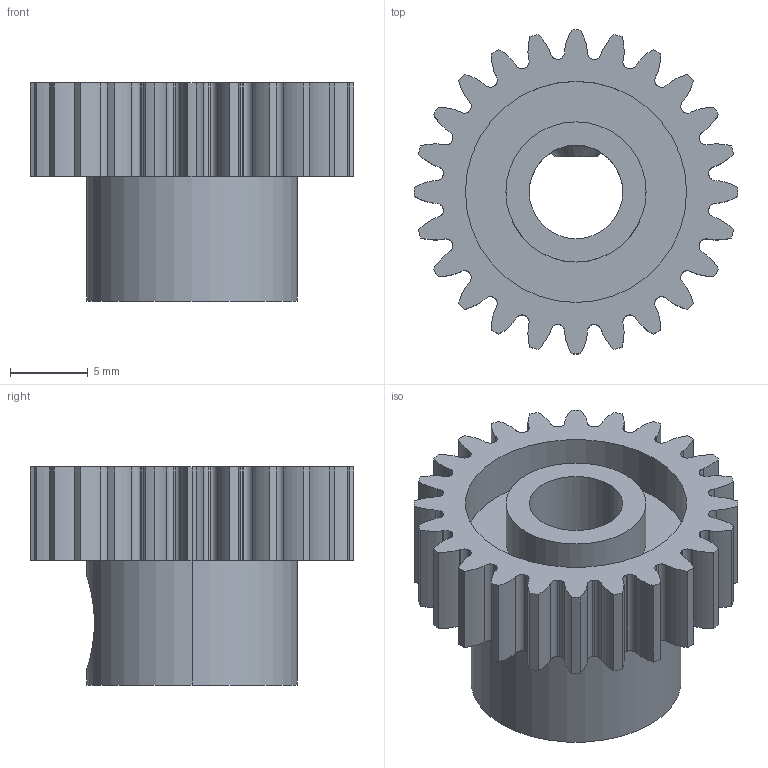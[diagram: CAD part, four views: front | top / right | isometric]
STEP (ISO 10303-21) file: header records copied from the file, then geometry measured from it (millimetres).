
FILE_DESCRIPTION (( 'STEP AP203' ), '1' );
FILE_NAME ('2304-0006-0024 assembly.STEP', '2017-04-06T19:02:19', ( '' ), ( '' ), 'SwSTEP 2.0', 'SolidWorks 2016', '' );
FILE_SCHEMA (( 'CONFIG_CONTROL_DESIGN' ));
Length unit declared in the file: millimetre
Products named in the file (3): 2304-0006-0024 assembly; 2806-0004-0004_91390A117; 2304-0006-0024_Gear Blank
Assembly tree (2 placements, depth 2):
  2304-0006-0024 assembly
    2304-0006-0024_Gear Blank
    2806-0004-0004_91390A117
Bounding box: 20.8 x 20.8 x 14 mm (x, y, z)
Volume: 2162.7 mm3; surface area: 2214.4 mm2
Topology: 2 solids, 2 shells, 278 faces, 793 edges, 519 vertices
Faces by surface type: bspline 106, cylinder 88, plane 66, cone 18
Entity records: 19445 total; most frequent: CARTESIAN_POINT 12771, ORIENTED_EDGE 1578, DIRECTION 981, EDGE_CURVE 789, VERTEX_POINT 519, VECTOR 351, LINE 351, AXIS2_PLACEMENT_3D 315
